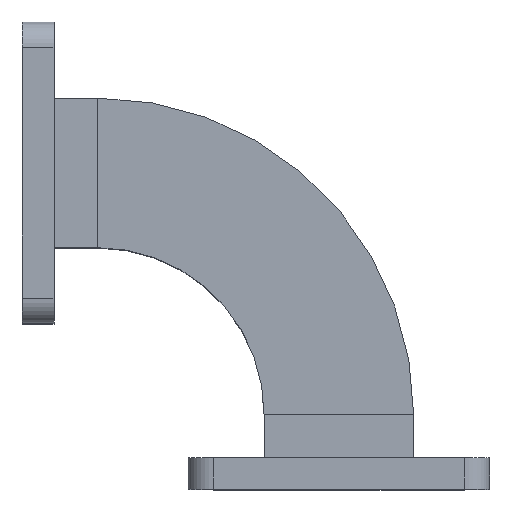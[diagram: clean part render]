
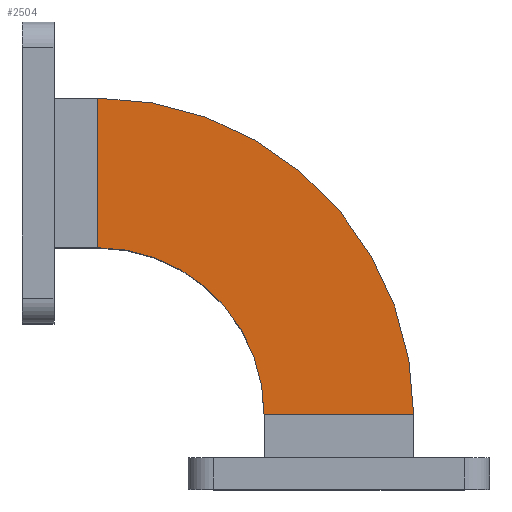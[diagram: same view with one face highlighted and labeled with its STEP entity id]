
A CAD part, top view. The second image highlights one B-rep face of the part: STEP entity #2504.
In plain terms, the highlighted planar face has unit normal (0, 0, 1).
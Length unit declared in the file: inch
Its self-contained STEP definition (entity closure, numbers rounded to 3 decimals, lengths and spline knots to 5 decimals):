
#96 = FACE_OUTER_BOUND ( 'NONE', #2489, .T. ) ;
#155 = LINE ( 'NONE', #2027, #545 ) ;
#235 = VERTEX_POINT ( 'NONE', #677 ) ;
#390 = PLANE ( 'NONE',  #3277 ) ;
#538 = CIRCLE ( 'NONE', #2181, 3.93 ) ;
#545 = VECTOR ( 'NONE', #3033, 39.37008 ) ;
#572 = DIRECTION ( 'NONE',  ( 0., 0., -1. ) ) ;
#677 = CARTESIAN_POINT ( 'NONE',  ( 0.93701, -0.93, 1.78 ) ) ;
#919 = ORIENTED_EDGE ( 'NONE', *, *, #1616, .F. ) ;
#1017 = EDGE_CURVE ( 'NONE', #2888, #3030, #538, .T. ) ;
#1184 = VERTEX_POINT ( 'NONE', #1384 ) ;
#1269 = DIRECTION ( 'NONE',  ( 0., -1., 0. ) ) ;
#1286 = ORIENTED_EDGE ( 'NONE', *, *, #1017, .F. ) ;
#1291 = CARTESIAN_POINT ( 'NONE',  ( 4.86701, -3., 1.78 ) ) ;
#1384 = CARTESIAN_POINT ( 'NONE',  ( 3.00701, -3., 1.78 ) ) ;
#1538 = LINE ( 'NONE', #2650, #1596 ) ;
#1549 = DIRECTION ( 'NONE',  ( 1., 0., 0. ) ) ;
#1596 = VECTOR ( 'NONE', #1269, 39.37008 ) ;
#1600 = EDGE_CURVE ( 'NONE', #2888, #235, #1538, .T. ) ;
#1616 = EDGE_CURVE ( 'NONE', #3030, #1184, #155, .T. ) ;
#2027 = CARTESIAN_POINT ( 'NONE',  ( 3.00701, -3., 1.78 ) ) ;
#2032 = CIRCLE ( 'NONE', #2614, 2.07 ) ;
#2077 = ORIENTED_EDGE ( 'NONE', *, *, #1600, .T. ) ;
#2081 = DIRECTION ( 'NONE',  ( 0., 1., 0. ) ) ;
#2097 = DIRECTION ( 'NONE',  ( 0., 0., 1. ) ) ;
#2181 = AXIS2_PLACEMENT_3D ( 'NONE', #2352, #2661, #2081 ) ;
#2352 = CARTESIAN_POINT ( 'NONE',  ( 0.93701, -3., 1.78 ) ) ;
#2489 = EDGE_LOOP ( 'NONE', ( #919, #1286, #2077, #3466 ) ) ;
#2504 = ADVANCED_FACE ( 'NONE', ( #96 ), #390, .T. ) ;
#2543 = DIRECTION ( 'NONE',  ( 0., 1., 0. ) ) ;
#2614 = AXIS2_PLACEMENT_3D ( 'NONE', #3334, #572, #2543 ) ;
#2650 = CARTESIAN_POINT ( 'NONE',  ( 0.93701, -0.93, 1.78 ) ) ;
#2661 = DIRECTION ( 'NONE',  ( 0., 0., -1. ) ) ;
#2846 = EDGE_CURVE ( 'NONE', #235, #1184, #2032, .T. ) ;
#2858 = CARTESIAN_POINT ( 'NONE',  ( 0.93701, 0.93, 1.78 ) ) ;
#2888 = VERTEX_POINT ( 'NONE', #2858 ) ;
#3030 = VERTEX_POINT ( 'NONE', #1291 ) ;
#3033 = DIRECTION ( 'NONE',  ( -1., 0., 0. ) ) ;
#3277 = AXIS2_PLACEMENT_3D ( 'NONE', #3432, #2097, #1549 ) ;
#3334 = CARTESIAN_POINT ( 'NONE',  ( 0.93701, -3., 1.78 ) ) ;
#3432 = CARTESIAN_POINT ( 'NONE',  ( 0.93701, -0.93, 1.78 ) ) ;
#3466 = ORIENTED_EDGE ( 'NONE', *, *, #2846, .T. ) ;
